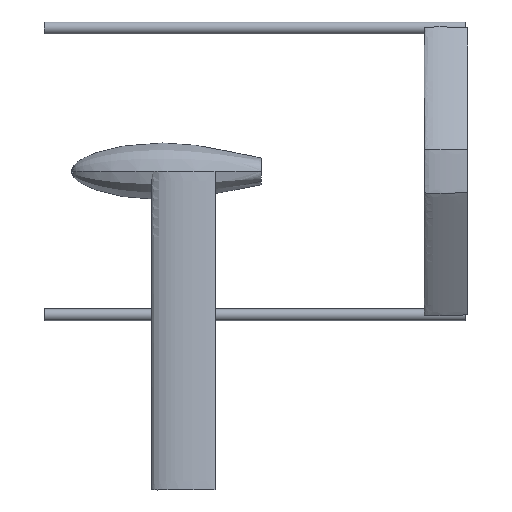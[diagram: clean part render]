
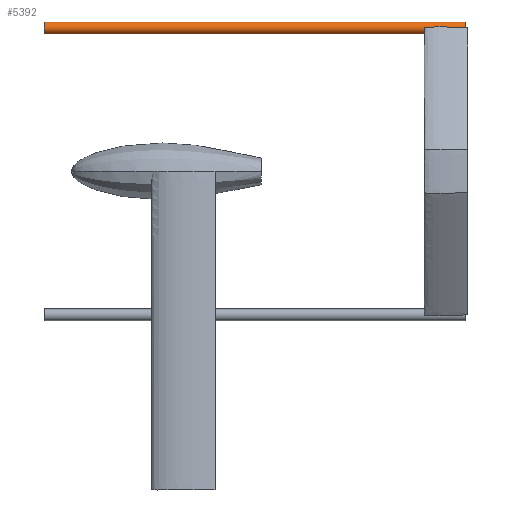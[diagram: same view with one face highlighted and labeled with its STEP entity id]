
A CAD part, top view. The second image highlights one B-rep face of the part: STEP entity #5392.
In plain terms, the highlighted cylindrical face has radius 25 mm (diameter 50 mm), a partial arc.
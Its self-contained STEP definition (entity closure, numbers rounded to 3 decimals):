
#5353=CARTESIAN_POINT('Axis2P3D Location',(768.,600.,100.)) ;
#5358=CARTESIAN_POINT('Line Origine',(768.,625.,100.)) ;
#5362=CARTESIAN_POINT('Vertex',(-114.,625.,100.)) ;
#5364=CARTESIAN_POINT('Vertex',(1650.,625.,100.)) ;
#5367=CARTESIAN_POINT('Axis2P3D Location',(-114.,600.,100.)) ;
#5371=CARTESIAN_POINT('Vertex',(-114.,575.,100.)) ;
#5374=CARTESIAN_POINT('Line Origine',(768.,575.,100.)) ;
#5378=CARTESIAN_POINT('Vertex',(1650.,575.,100.)) ;
#5381=CARTESIAN_POINT('Axis2P3D Location',(1650.,600.,100.)) ;
#5354=DIRECTION('Axis2P3D Direction',(1.,0.,0.)) ;
#5355=DIRECTION('Axis2P3D XDirection',(0.,1.,0.)) ;
#5359=DIRECTION('Vector Direction',(1.,0.,0.)) ;
#5368=DIRECTION('Axis2P3D Direction',(1.,0.,0.)) ;
#5375=DIRECTION('Vector Direction',(1.,0.,0.)) ;
#5382=DIRECTION('Axis2P3D Direction',(1.,0.,0.)) ;
#5356=AXIS2_PLACEMENT_3D('Cylinder Axis2P3D',#5353,#5354,#5355) ;
#5369=AXIS2_PLACEMENT_3D('Circle Axis2P3D',#5367,#5368,$) ;
#5383=AXIS2_PLACEMENT_3D('Circle Axis2P3D',#5381,#5382,$) ;
#5387=ORIENTED_EDGE('',*,*,#5366,.F.) ;
#5388=ORIENTED_EDGE('',*,*,#5373,.T.) ;
#5389=ORIENTED_EDGE('',*,*,#5380,.T.) ;
#5390=ORIENTED_EDGE('',*,*,#5385,.F.) ;
#5360=VECTOR('Line Direction',#5359,1.) ;
#5376=VECTOR('Line Direction',#5375,1.) ;
#5392=ADVANCED_FACE('Extrude.1',(#5391),#5357,.T.) ;
#5370=CIRCLE('generated circle',#5369,25.) ;
#5384=CIRCLE('generated circle',#5383,25.) ;
#5357=CYLINDRICAL_SURFACE('generated cylinder',#5356,25.) ;
#5366=EDGE_CURVE('',#5363,#5365,#5361,.T.) ;
#5373=EDGE_CURVE('',#5363,#5372,#5370,.T.) ;
#5380=EDGE_CURVE('',#5372,#5379,#5377,.T.) ;
#5385=EDGE_CURVE('',#5365,#5379,#5384,.T.) ;
#5386=EDGE_LOOP('',(#5387,#5388,#5389,#5390)) ;
#5391=FACE_OUTER_BOUND('',#5386,.T.) ;
#5361=LINE('Line',#5358,#5360) ;
#5377=LINE('Line',#5374,#5376) ;
#5363=VERTEX_POINT('',#5362) ;
#5365=VERTEX_POINT('',#5364) ;
#5372=VERTEX_POINT('',#5371) ;
#5379=VERTEX_POINT('',#5378) ;
